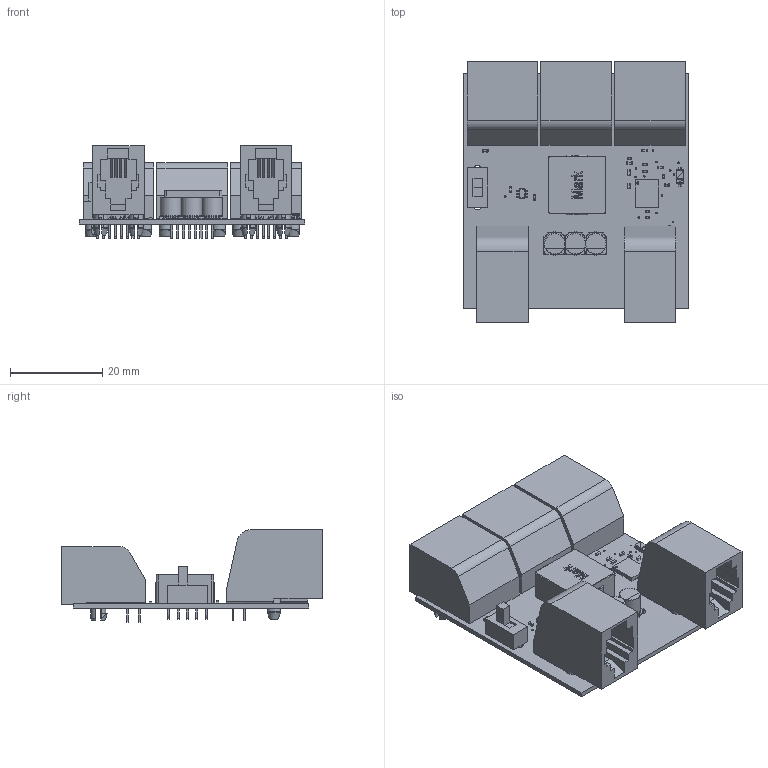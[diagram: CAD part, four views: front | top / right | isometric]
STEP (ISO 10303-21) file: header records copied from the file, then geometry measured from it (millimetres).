
FILE_DESCRIPTION(('for SolidWorks'),'2;1');
FILE_NAME('v1.step','2016-05-16T16:51:11',('Tim'),(''), 'Open CASCADE STEP processor 6.6','Diptrace','Unknown');
FILE_SCHEMA(('AUTOMOTIVE_DESIGN { 1 0 10303 214 1 1 1 1 }'));
Length unit declared in the file: millimetre
Products named in the file (12): PCB; Board; User_Library-qfn20-4x4; cap_0402; User_Library-CAP_AL_EL_SMT_13x14; SRP1265A_series; sot363; res_0402; c-5555164-4-a-3d; User_Library-OS102011MS2QN1; c-5555980-1-c-3d; sod-123
Assembly tree (29 placements, depth 2):
  PCB
    Board
    User_Library-qfn20-4x4
    cap_0402  x6
    User_Library-CAP_AL_EL_SMT_13x14  x3
    SRP1265A_series
    sot363
    res_0402  x9
    c-5555164-4-a-3d  x3
    User_Library-OS102011MS2QN1
    c-5555980-1-c-3d  x2
    sod-123
Bounding box: 49 x 56.57 x 20.11 mm (x, y, z)
Volume: 2389 mm3; surface area: 18330.7 mm2
Topology: 1 solids, 53 shells, 2267 faces, 5881 edges, 3777 vertices
Faces by surface type: plane 1733, cylinder 250, bspline 183, torus 36, extrusion 33, cone 24, sphere 8
Full cylindrical faces by diameter (mm): 0.33 x25, 0.8 x3, 0.89 x32, 1.5 x2, 3.25 x10
Entity records: 46385 total; most frequent: CARTESIAN_POINT 13195, ORIENTED_EDGE 5656, DIRECTION 4478, EDGE_CURVE 2828, VERTEX_POINT 1791, VECTOR 1758, LINE 1725, AXIS2_PLACEMENT_3D 1360
